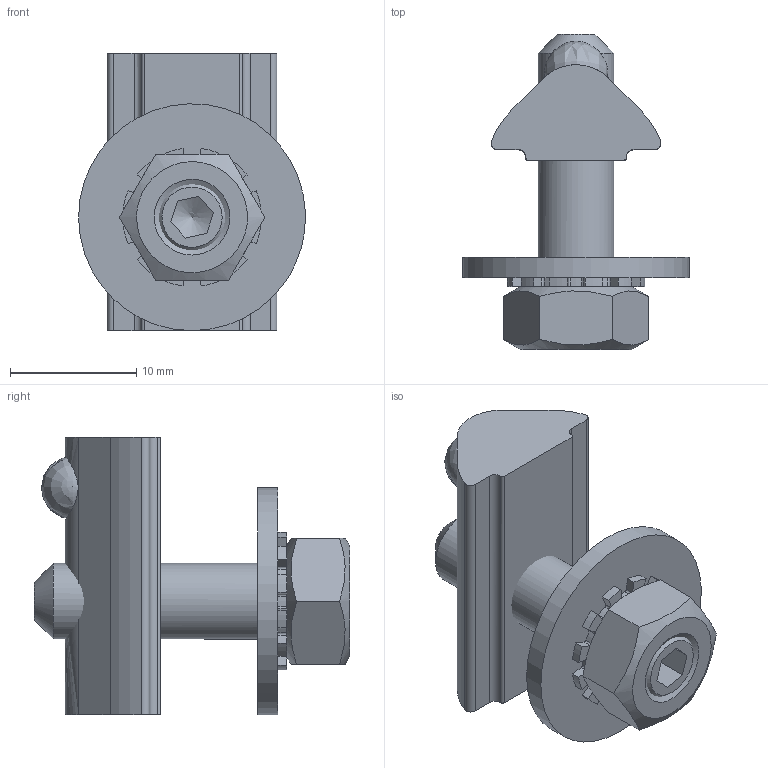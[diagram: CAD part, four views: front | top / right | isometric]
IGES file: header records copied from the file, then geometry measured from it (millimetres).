
Global section: file name: SZ6800N_A; native system: Autodesk Inventor 2015; preprocessor: unknown; author: Behrens; date: 20151118.101304; units: millimetre
Bounding box: 17.99 x 25 x 22 mm (x, y, z)
Volume: 2676 mm3; surface area: 2827.5 mm2
Topology: 7 solids, 7 shells, 137 faces, 366 edges, 241 vertices
Faces by surface type: bspline 137
